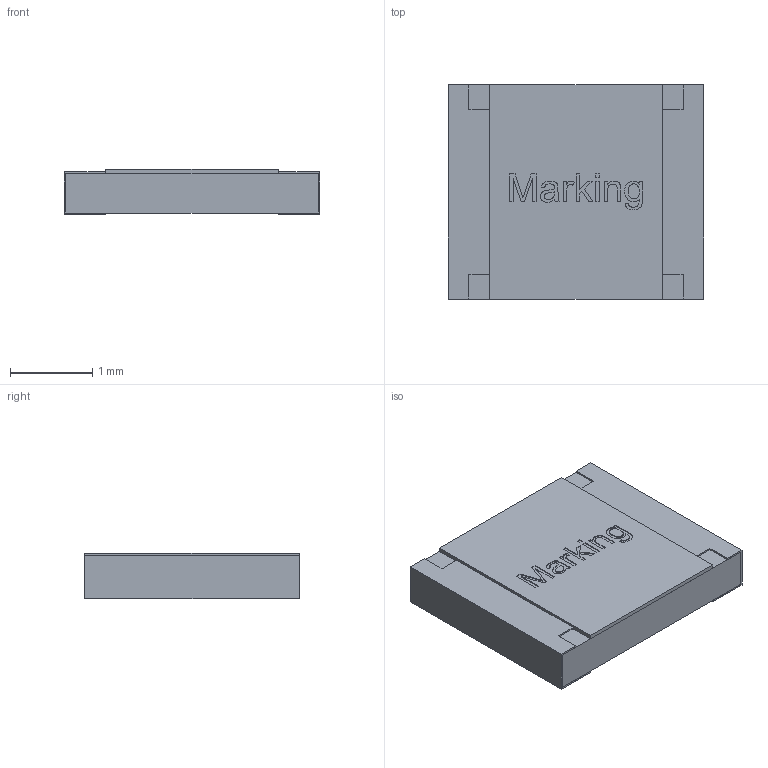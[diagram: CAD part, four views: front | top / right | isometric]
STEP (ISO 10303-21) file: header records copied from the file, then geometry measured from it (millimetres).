
FILE_DESCRIPTION(/* description */ ('Unknown','CAx-IF Rec.Pracs.---Representation and Presentation of Product Manufacturing Information (PMI)---4.0---2014-10-13','CAx-IF Rec.Pracs.---3D Tessellated Geometry---0.4---2014-09-14','2;1'),/* implementation_level */ '2;1');
FILE_NAME(/* name */ 'WRIS-KSKE_1210',/* time_stamp */ '2023-03-01T08:44:08+08:00',/* author */ ('Unknown'),/* organization */ ('Unknown'),/* preprocessor_version */ 'ST-DEVELOPER v16.7',/* originating_system */ 'Solid Edge',/* authorisation */ 'Unknown');
FILE_SCHEMA (('AP242_MANAGED_MODEL_BASED_3D_ENGINEERING_MIM_LF { 1 0 10303 442 1 1 4 }'));
Length unit declared in the file: millimetre
Products named in the file (4): WRIS-KSKE_1210; Body; Pins; Cover
Assembly tree (3 placements, depth 2):
  WRIS-KSKE_1210
    Body
    Pins
    Cover
Bounding box: 3.1 x 2.6 x 0.55 mm (x, y, z)
Volume: 4.2 mm3; surface area: 48 mm2
Topology: 4 solids, 4 shells, 112 faces, 282 edges, 188 vertices
Faces by surface type: plane 96, bspline 16
Entity records: 4469 total; most frequent: CARTESIAN_POINT 1429, ORIENTED_EDGE 562, DIRECTION 357, EDGE_CURVE 281, VERTEX_POINT 188, LINE 157, VECTOR 157, B_SPLINE_CURVE_WITH_KNOTS 124
